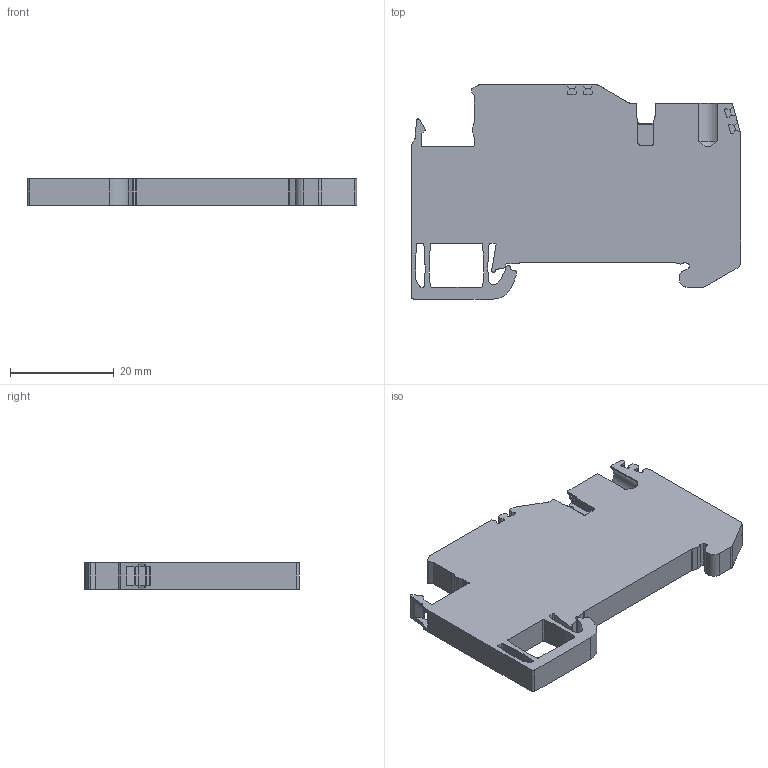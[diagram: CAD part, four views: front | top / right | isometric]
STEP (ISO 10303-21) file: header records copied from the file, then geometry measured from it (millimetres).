
FILE_DESCRIPTION(('FreeCAD Model'),'2;1');
FILE_NAME('3273_FNT_2,5-4.stp','2018-09-09T13:00:44',('Author'),(''), 'Open CASCADE STEP processor 7.2','FreeCAD','Unknown');
FILE_SCHEMA(('AUTOMOTIVE_DESIGN { 1 0 10303 214 1 1 1 1 }'));
Length unit declared in the file: millimetre
Products named in the file (1): 3273_FNT_2,5-4
Bounding box: 63.5 x 41.3 x 5.1 mm (x, y, z)
Volume: 9741.7 mm3; surface area: 5909.6 mm2
Topology: 1 solids, 1 shells, 305 faces, 892 edges, 588 vertices
Faces by surface type: plane 168, cylinder 121, bspline 11, cone 4, torus 1
Entity records: 28948 total; most frequent: CARTESIAN_POINT 11572, DIRECTION 3191, LINE 1990, VECTOR 1990, ORIENTED_EDGE 1784, PCURVE 1784, DEFINITIONAL_REPRESENTATION 1784, EDGE_CURVE 892
